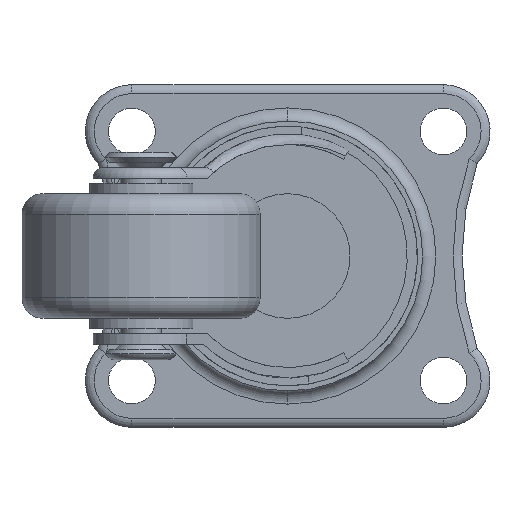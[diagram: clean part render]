
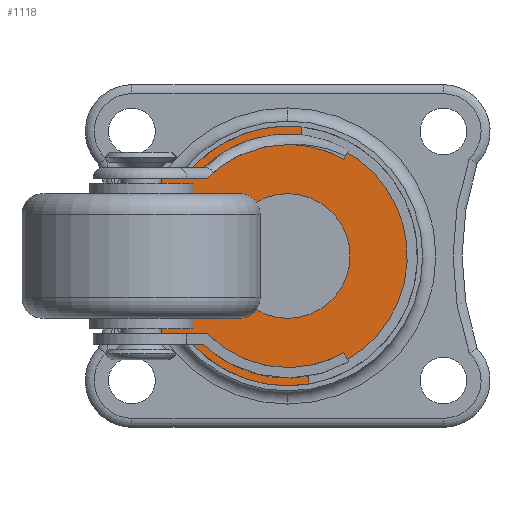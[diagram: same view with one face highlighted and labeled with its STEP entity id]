
A CAD part, front view. The second image highlights one B-rep face of the part: STEP entity #1118.
In plain terms, the highlighted face is planar.
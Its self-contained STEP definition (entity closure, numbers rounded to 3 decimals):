
#15 = VECTOR ( 'NONE', #3431, 1000. ) ;
#37 = LINE ( 'NONE', #2925, #2927 ) ;
#80 = CARTESIAN_POINT ( 'NONE',  ( 0., 3., 5. ) ) ;
#125 = DIRECTION ( 'NONE',  ( 0., 0., -1. ) ) ;
#163 = EDGE_CURVE ( 'NONE', #3421, #701, #418, .T. ) ;
#172 = DIRECTION ( 'NONE',  ( 0., 1., 0. ) ) ;
#174 = ORIENTED_EDGE ( 'NONE', *, *, #1415, .T. ) ;
#261 = CIRCLE ( 'NONE', #3872, 12.5 ) ;
#314 = EDGE_LOOP ( 'NONE', ( #2787, #781 ) ) ;
#357 = CARTESIAN_POINT ( 'NONE',  ( 11.424, 3., 1.378 ) ) ;
#392 = AXIS2_PLACEMENT_3D ( 'NONE', #2341, #1744, #1699 ) ;
#418 = LINE ( 'NONE', #3883, #2643 ) ;
#652 = DIRECTION ( 'NONE',  ( 0., 0., 1. ) ) ;
#681 = CARTESIAN_POINT ( 'NONE',  ( -12.336, 3., 2.015 ) ) ;
#701 = VERTEX_POINT ( 'NONE', #3940 ) ;
#781 = ORIENTED_EDGE ( 'NONE', *, *, #1636, .T. ) ;
#859 = CARTESIAN_POINT ( 'NONE',  ( 0., 3., 0. ) ) ;
#878 = VERTEX_POINT ( 'NONE', #3065 ) ;
#933 = CIRCLE ( 'NONE', #1709, 5. ) ;
#950 = EDGE_CURVE ( 'NONE', #2598, #2942, #3014, .T. ) ;
#990 = AXIS2_PLACEMENT_3D ( 'NONE', #1984, #3212, #1039 ) ;
#994 = FACE_OUTER_BOUND ( 'NONE', #1836, .T. ) ;
#1039 = DIRECTION ( 'NONE',  ( 0., 0., 1. ) ) ;
#1090 = LINE ( 'NONE', #2346, #3596 ) ;
#1118 = ADVANCED_FACE ( 'NONE', ( #3514, #994 ), #3244, .T. ) ;
#1132 = EDGE_CURVE ( 'NONE', #2666, #701, #37, .T. ) ;
#1168 = DIRECTION ( 'NONE',  ( 0., 0., -1. ) ) ;
#1238 = DIRECTION ( 'NONE',  ( 0., 1., 0. ) ) ;
#1276 = CARTESIAN_POINT ( 'NONE',  ( -8.5, 3., -6.539 ) ) ;
#1286 = CIRCLE ( 'NONE', #990, 5. ) ;
#1415 = EDGE_CURVE ( 'NONE', #2666, #2096, #3612, .T. ) ;
#1443 = AXIS2_PLACEMENT_3D ( 'NONE', #3785, #3150, #125 ) ;
#1488 = ORIENTED_EDGE ( 'NONE', *, *, #3474, .F. ) ;
#1636 = EDGE_CURVE ( 'NONE', #2049, #2896, #1286, .T. ) ;
#1693 = CARTESIAN_POINT ( 'NONE',  ( 11.424, 3., 1.378 ) ) ;
#1699 = DIRECTION ( 'NONE',  ( 0., 0., 1. ) ) ;
#1709 = AXIS2_PLACEMENT_3D ( 'NONE', #859, #2078, #1833 ) ;
#1744 = DIRECTION ( 'NONE',  ( 0., 1., 0. ) ) ;
#1833 = DIRECTION ( 'NONE',  ( 0., 0., 1. ) ) ;
#1836 = EDGE_LOOP ( 'NONE', ( #3763, #174, #1994, #3621, #2977, #1488, #1906, #1969 ) ) ;
#1906 = ORIENTED_EDGE ( 'NONE', *, *, #2788, .T. ) ;
#1969 = ORIENTED_EDGE ( 'NONE', *, *, #163, .T. ) ;
#1984 = CARTESIAN_POINT ( 'NONE',  ( 0., 3., 0. ) ) ;
#1994 = ORIENTED_EDGE ( 'NONE', *, *, #2232, .T. ) ;
#2049 = VERTEX_POINT ( 'NONE', #2778 ) ;
#2078 = DIRECTION ( 'NONE',  ( 0., -1., 0. ) ) ;
#2096 = VERTEX_POINT ( 'NONE', #3857 ) ;
#2209 = AXIS2_PLACEMENT_3D ( 'NONE', #3974, #1238, #3070 ) ;
#2232 = EDGE_CURVE ( 'NONE', #2096, #2920, #261, .T. ) ;
#2258 = EDGE_CURVE ( 'NONE', #2942, #2920, #1090, .T. ) ;
#2341 = CARTESIAN_POINT ( 'NONE',  ( 0., 3., 0. ) ) ;
#2346 = CARTESIAN_POINT ( 'NONE',  ( -12.336, 3., 2.015 ) ) ;
#2442 = CARTESIAN_POINT ( 'NONE',  ( 8.5, 3., -9.165 ) ) ;
#2598 = VERTEX_POINT ( 'NONE', #1693 ) ;
#2643 = VECTOR ( 'NONE', #1168, 1000. ) ;
#2646 = DIRECTION ( 'NONE',  ( 0., 0., 1. ) ) ;
#2666 = VERTEX_POINT ( 'NONE', #2845 ) ;
#2778 = CARTESIAN_POINT ( 'NONE',  ( 0., 3., -5. ) ) ;
#2787 = ORIENTED_EDGE ( 'NONE', *, *, #3237, .T. ) ;
#2788 = EDGE_CURVE ( 'NONE', #878, #3421, #3294, .T. ) ;
#2845 = CARTESIAN_POINT ( 'NONE',  ( -8.5, 3., -15.312 ) ) ;
#2896 = VERTEX_POINT ( 'NONE', #80 ) ;
#2920 = VERTEX_POINT ( 'NONE', #681 ) ;
#2925 = CARTESIAN_POINT ( 'NONE',  ( 0., 3., -15.312 ) ) ;
#2927 = VECTOR ( 'NONE', #3864, 1000. ) ;
#2942 = VERTEX_POINT ( 'NONE', #3147 ) ;
#2977 = ORIENTED_EDGE ( 'NONE', *, *, #950, .F. ) ;
#3014 = CIRCLE ( 'NONE', #1443, 11.508 ) ;
#3065 = CARTESIAN_POINT ( 'NONE',  ( 12.424, 3., 1.378 ) ) ;
#3070 = DIRECTION ( 'NONE',  ( 0., 0., 1. ) ) ;
#3147 = CARTESIAN_POINT ( 'NONE',  ( -11.336, 3., 2.015 ) ) ;
#3150 = DIRECTION ( 'NONE',  ( 0., -1., 0. ) ) ;
#3212 = DIRECTION ( 'NONE',  ( 0., -1., 0. ) ) ;
#3237 = EDGE_CURVE ( 'NONE', #2896, #2049, #933, .T. ) ;
#3244 = PLANE ( 'NONE',  #392 ) ;
#3284 = LINE ( 'NONE', #357, #15 ) ;
#3290 = CARTESIAN_POINT ( 'NONE',  ( 0., 3., 0. ) ) ;
#3294 = CIRCLE ( 'NONE', #2209, 12.5 ) ;
#3421 = VERTEX_POINT ( 'NONE', #2442 ) ;
#3431 = DIRECTION ( 'NONE',  ( -1., 0., 0. ) ) ;
#3474 = EDGE_CURVE ( 'NONE', #878, #2598, #3284, .T. ) ;
#3514 = FACE_BOUND ( 'NONE', #314, .T. ) ;
#3565 = VECTOR ( 'NONE', #652, 1000. ) ;
#3596 = VECTOR ( 'NONE', #3614, 1000. ) ;
#3612 = LINE ( 'NONE', #1276, #3565 ) ;
#3614 = DIRECTION ( 'NONE',  ( -1., 0., 0. ) ) ;
#3621 = ORIENTED_EDGE ( 'NONE', *, *, #2258, .F. ) ;
#3763 = ORIENTED_EDGE ( 'NONE', *, *, #1132, .F. ) ;
#3785 = CARTESIAN_POINT ( 'NONE',  ( -0.003, 3., 0.015 ) ) ;
#3857 = CARTESIAN_POINT ( 'NONE',  ( -8.5, 3., -9.165 ) ) ;
#3864 = DIRECTION ( 'NONE',  ( 1., 0., 0. ) ) ;
#3872 = AXIS2_PLACEMENT_3D ( 'NONE', #3290, #172, #2646 ) ;
#3883 = CARTESIAN_POINT ( 'NONE',  ( 8.5, 3., -6.539 ) ) ;
#3940 = CARTESIAN_POINT ( 'NONE',  ( 8.5, 3., -15.312 ) ) ;
#3974 = CARTESIAN_POINT ( 'NONE',  ( 0., 3., 0. ) ) ;
